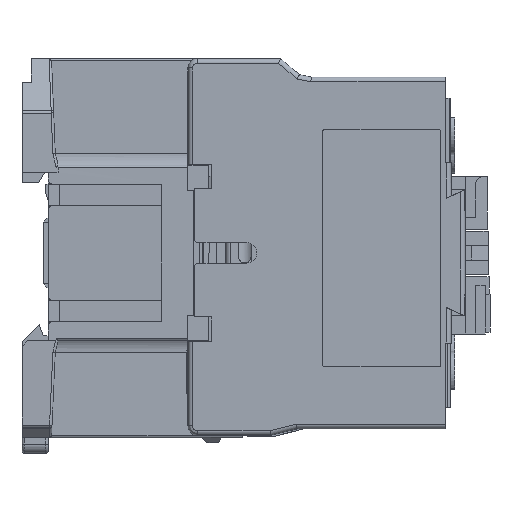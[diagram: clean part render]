
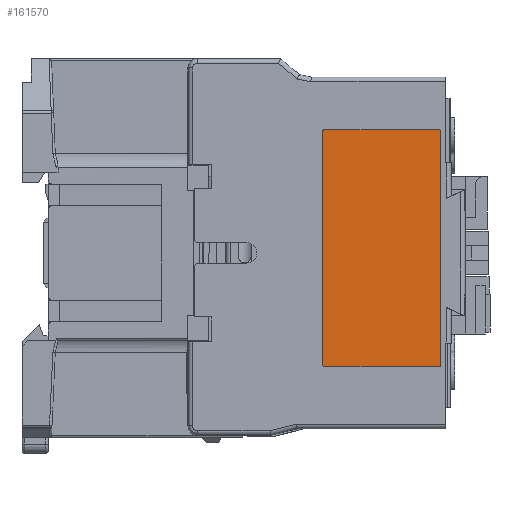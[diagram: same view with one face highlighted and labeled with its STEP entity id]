
A CAD part, left-side view. The second image highlights one B-rep face of the part: STEP entity #161570.
In plain terms, the highlighted planar face has unit normal (-1, 0, 0).
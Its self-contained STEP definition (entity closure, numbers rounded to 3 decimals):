
#53554=CARTESIAN_POINT('',(-28.3,-81.549,-24.5));
#53555=DIRECTION('',(-1.,0.,0.));
#53556=DIRECTION('',(0.,0.,-1.));
#53557=AXIS2_PLACEMENT_3D('',#53554,#53555,#53556);
#53559=DIRECTION('',(0.,-1.,0.));
#53560=VECTOR('',#53559,24.);
#53561=CARTESIAN_POINT('',(-28.3,-57.549,-25.));
#53562=LINE('',#53561,#53560);
#53563=CARTESIAN_POINT('',(-28.3,-57.549,-24.5));
#53564=DIRECTION('',(-1.,0.,0.));
#53565=DIRECTION('',(0.,1.,0.));
#53566=AXIS2_PLACEMENT_3D('',#53563,#53564,#53565);
#53568=DIRECTION('',(0.,0.,-1.));
#53569=VECTOR('',#53568,49.);
#53570=CARTESIAN_POINT('',(-28.3,-57.049,24.5));
#53571=LINE('',#53570,#53569);
#53572=CARTESIAN_POINT('',(-28.3,-57.549,24.5));
#53573=DIRECTION('',(-1.,0.,0.));
#53574=DIRECTION('',(0.,0.,1.));
#53575=AXIS2_PLACEMENT_3D('',#53572,#53573,#53574);
#53577=DIRECTION('',(0.,1.,0.));
#53578=VECTOR('',#53577,24.);
#53579=CARTESIAN_POINT('',(-28.3,-81.549,25.));
#53580=LINE('',#53579,#53578);
#53581=CARTESIAN_POINT('',(-28.3,-81.549,24.5));
#53582=DIRECTION('',(-1.,0.,0.));
#53583=DIRECTION('',(0.,-1.,0.));
#53584=AXIS2_PLACEMENT_3D('',#53581,#53582,#53583);
#53586=DIRECTION('',(0.,0.,1.));
#53587=VECTOR('',#53586,49.);
#53588=CARTESIAN_POINT('',(-28.3,-82.049,-24.5));
#53589=LINE('',#53588,#53587);
#70788=CARTESIAN_POINT('',(-28.3,-81.549,-25.));
#70789=CARTESIAN_POINT('',(-28.3,-82.049,-24.5));
#70790=VERTEX_POINT('',#70788);
#70791=VERTEX_POINT('',#70789);
#70792=CARTESIAN_POINT('',(-28.3,-82.049,24.5));
#70793=VERTEX_POINT('',#70792);
#70794=CARTESIAN_POINT('',(-28.3,-81.549,25.));
#70795=VERTEX_POINT('',#70794);
#70796=CARTESIAN_POINT('',(-28.3,-57.549,25.));
#70797=VERTEX_POINT('',#70796);
#70798=CARTESIAN_POINT('',(-28.3,-57.049,24.5));
#70799=VERTEX_POINT('',#70798);
#70800=CARTESIAN_POINT('',(-28.3,-57.049,-24.5));
#70801=VERTEX_POINT('',#70800);
#70802=CARTESIAN_POINT('',(-28.3,-57.549,-25.));
#70803=VERTEX_POINT('',#70802);
#161555=CARTESIAN_POINT('',(-28.3,-69.549,0.));
#161556=DIRECTION('',(-1.,0.,0.));
#161557=DIRECTION('',(0.,1.,0.));
#161558=AXIS2_PLACEMENT_3D('',#161555,#161556,#161557);
#161559=PLANE('',#161558);
#161560=ORIENTED_EDGE('',*,*,#161395,.F.);
#161561=ORIENTED_EDGE('',*,*,#161417,.F.);
#161562=ORIENTED_EDGE('',*,*,#161438,.F.);
#161563=ORIENTED_EDGE('',*,*,#161459,.F.);
#161564=ORIENTED_EDGE('',*,*,#161480,.F.);
#161565=ORIENTED_EDGE('',*,*,#161501,.F.);
#161566=ORIENTED_EDGE('',*,*,#161522,.F.);
#161567=ORIENTED_EDGE('',*,*,#161542,.F.);
#161568=EDGE_LOOP('',(#161560,#161561,#161562,#161563,#161564,#161565,#161566,
#161567));
#161569=FACE_OUTER_BOUND('',#161568,.F.);
#161570=ADVANCED_FACE('',(#161569),#161559,.T.);
#53558=CIRCLE('',#53557,0.5);
#53567=CIRCLE('',#53566,0.5);
#53576=CIRCLE('',#53575,0.5);
#53585=CIRCLE('',#53584,0.5);
#161395=EDGE_CURVE('',#70790,#70791,#53558,.T.);
#161417=EDGE_CURVE('',#70803,#70790,#53562,.T.);
#161438=EDGE_CURVE('',#70801,#70803,#53567,.T.);
#161459=EDGE_CURVE('',#70799,#70801,#53571,.T.);
#161480=EDGE_CURVE('',#70797,#70799,#53576,.T.);
#161501=EDGE_CURVE('',#70795,#70797,#53580,.T.);
#161522=EDGE_CURVE('',#70793,#70795,#53585,.T.);
#161542=EDGE_CURVE('',#70791,#70793,#53589,.T.);
